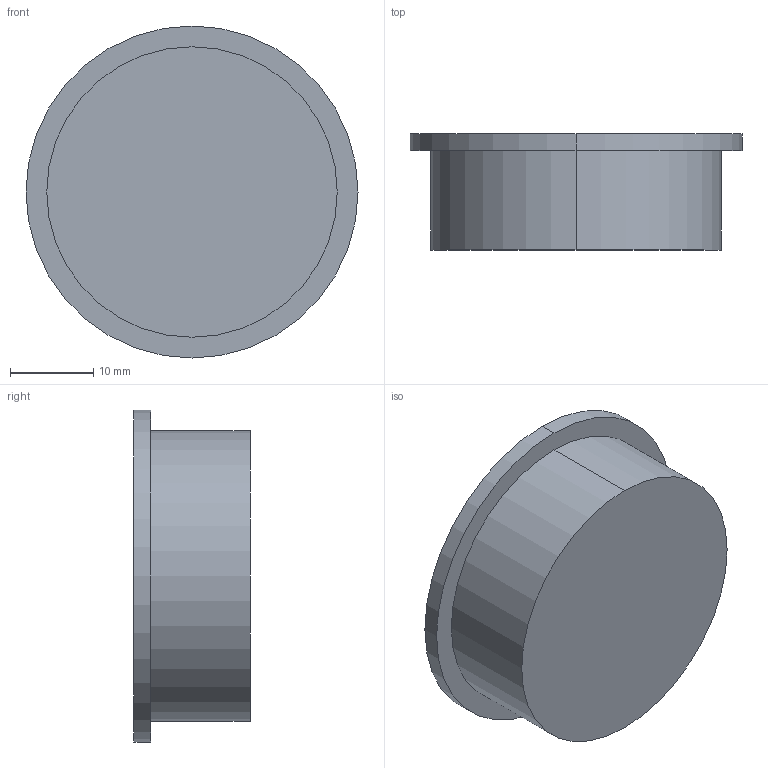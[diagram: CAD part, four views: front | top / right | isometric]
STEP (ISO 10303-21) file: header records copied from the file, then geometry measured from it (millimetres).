
FILE_DESCRIPTION (( 'STEP AP214' ), '1' );
FILE_NAME ('F001888,F001889,F001890_3D.step', '2022-10-14T07:54:54', ( '' ), ( '' ), 'SwSTEP 2.0', 'SolidWorks 2020', '' );
FILE_SCHEMA (( 'AUTOMOTIVE_DESIGN' ));
Length unit declared in the file: millimetre
Products named in the file (1): F001888,F001889,F001890_3D
Bounding box: 40 x 14 x 40 mm (x, y, z)
Volume: 4570.2 mm3; surface area: 7175.4 mm2
Topology: 2 solids, 2 shells, 17 faces, 30 edges, 20 vertices
Faces by surface type: cylinder 10, plane 7
Entity records: 467 total; most frequent: DIRECTION 86, CARTESIAN_POINT 68, ORIENTED_EDGE 60, AXIS2_PLACEMENT_3D 38, EDGE_CURVE 30, VERTEX_POINT 20, CIRCLE 20, EDGE_LOOP 20
